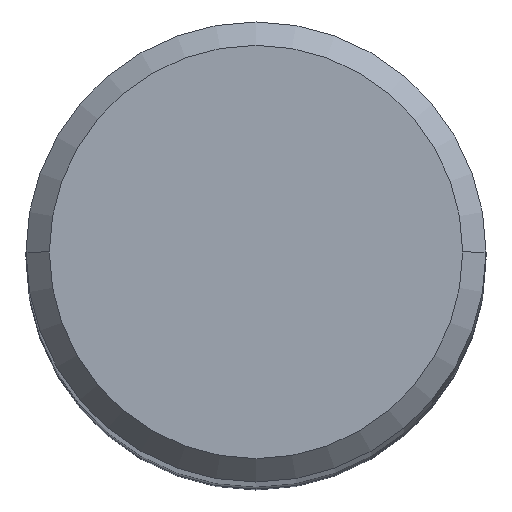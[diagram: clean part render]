
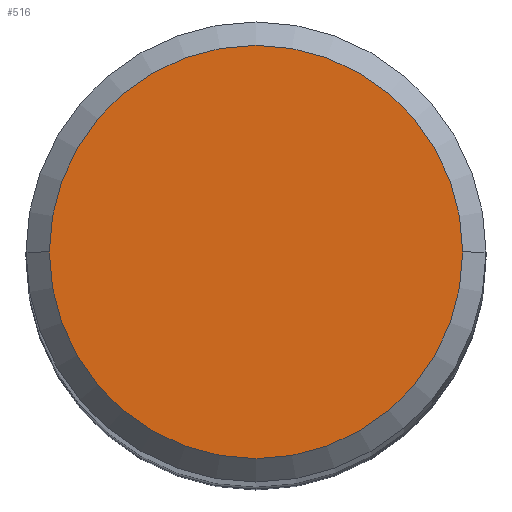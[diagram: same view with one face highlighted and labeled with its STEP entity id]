
A CAD part, top view. The second image highlights one B-rep face of the part: STEP entity #516.
In plain terms, the highlighted planar face has unit normal (0, 0, 1).
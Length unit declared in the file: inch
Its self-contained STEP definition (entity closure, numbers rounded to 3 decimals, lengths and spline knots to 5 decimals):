
#20 = ORIENTED_EDGE ( 'NONE', *, *, #554, .T. ) ;
#31 = CARTESIAN_POINT ( 'NONE',  ( 0., 0.17685, 0. ) ) ;
#48 = EDGE_LOOP ( 'NONE', ( #525, #20 ) ) ;
#73 = PLANE ( 'NONE',  #91 ) ;
#91 = AXIS2_PLACEMENT_3D ( 'NONE', #31, #462, #251 ) ;
#155 = DIRECTION ( 'NONE',  ( 0., 0., 1. ) ) ;
#159 = CARTESIAN_POINT ( 'NONE',  ( 0., 0., 0. ) ) ;
#160 = EDGE_CURVE ( 'NONE', #532, #232, #177, .T. ) ;
#167 = AXIS2_PLACEMENT_3D ( 'NONE', #210, #298, #470 ) ;
#177 = CIRCLE ( 'NONE', #167, 0.17685 ) ;
#188 = CIRCLE ( 'NONE', #472, 0.17685 ) ;
#208 = FACE_OUTER_BOUND ( 'NONE', #48, .T. ) ;
#210 = CARTESIAN_POINT ( 'NONE',  ( 0., 0., 0. ) ) ;
#232 = VERTEX_POINT ( 'NONE', #557 ) ;
#251 = DIRECTION ( 'NONE',  ( -1., 0., 0. ) ) ;
#298 = DIRECTION ( 'NONE',  ( 0., 0., 1. ) ) ;
#457 = DIRECTION ( 'NONE',  ( 1., 0., 0. ) ) ;
#462 = DIRECTION ( 'NONE',  ( 0., 0., -1. ) ) ;
#470 = DIRECTION ( 'NONE',  ( 1., 0., 0. ) ) ;
#472 = AXIS2_PLACEMENT_3D ( 'NONE', #159, #155, #457 ) ;
#516 = ADVANCED_FACE ( 'NONE', ( #208 ), #73, .F. ) ;
#525 = ORIENTED_EDGE ( 'NONE', *, *, #160, .T. ) ;
#532 = VERTEX_POINT ( 'NONE', #546 ) ;
#546 = CARTESIAN_POINT ( 'NONE',  ( -0.17685, 0., 0. ) ) ;
#554 = EDGE_CURVE ( 'NONE', #232, #532, #188, .T. ) ;
#557 = CARTESIAN_POINT ( 'NONE',  ( 0.17685, 0., 0. ) ) ;
